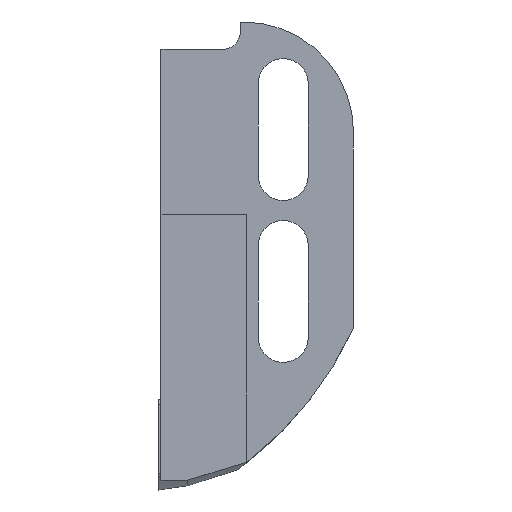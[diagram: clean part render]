
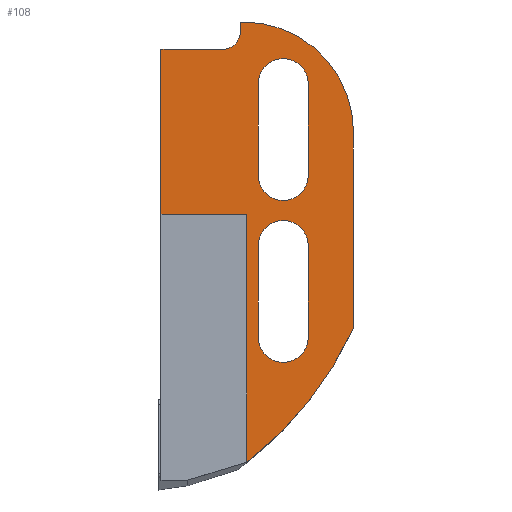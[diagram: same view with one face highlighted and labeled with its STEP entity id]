
A CAD part, left-side view. The second image highlights one B-rep face of the part: STEP entity #108.
In plain terms, the highlighted planar face has unit normal (-1, 0, 0).
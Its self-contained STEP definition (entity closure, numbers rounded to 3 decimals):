
#78=FACE_BOUND('',#218,.T.);
#79=FACE_BOUND('',#219,.T.);
#80=FACE_BOUND('',#220,.T.);
#88=CIRCLE('',#895,60.);
#89=CIRCLE('',#896,18.);
#90=CIRCLE('',#897,3.);
#91=CIRCLE('',#898,4.1);
#92=CIRCLE('',#899,4.1);
#93=CIRCLE('',#900,4.1);
#94=CIRCLE('',#901,4.1);
#108=ADVANCED_FACE('',(#78,#79,#80),#151,.T.);
#151=PLANE('',#902);
#218=EDGE_LOOP('',(#275,#276,#277,#278,#279,#280,#281,#282,#283,#284,#285));
#219=EDGE_LOOP('',(#286,#287,#288,#289));
#220=EDGE_LOOP('',(#290,#291,#292,#293));
#275=ORIENTED_EDGE('',*,*,#592,.T.);
#276=ORIENTED_EDGE('',*,*,#593,.F.);
#277=ORIENTED_EDGE('',*,*,#594,.T.);
#278=ORIENTED_EDGE('',*,*,#595,.F.);
#279=ORIENTED_EDGE('',*,*,#596,.T.);
#280=ORIENTED_EDGE('',*,*,#597,.T.);
#281=ORIENTED_EDGE('',*,*,#598,.F.);
#282=ORIENTED_EDGE('',*,*,#591,.F.);
#283=ORIENTED_EDGE('',*,*,#599,.F.);
#284=ORIENTED_EDGE('',*,*,#600,.T.);
#285=ORIENTED_EDGE('',*,*,#601,.F.);
#286=ORIENTED_EDGE('',*,*,#602,.T.);
#287=ORIENTED_EDGE('',*,*,#603,.T.);
#288=ORIENTED_EDGE('',*,*,#604,.T.);
#289=ORIENTED_EDGE('',*,*,#605,.T.);
#290=ORIENTED_EDGE('',*,*,#606,.T.);
#291=ORIENTED_EDGE('',*,*,#607,.T.);
#292=ORIENTED_EDGE('',*,*,#608,.T.);
#293=ORIENTED_EDGE('',*,*,#609,.T.);
#502=VERTEX_POINT('',#1223);
#510=VERTEX_POINT('',#1239);
#511=VERTEX_POINT('',#1243);
#512=VERTEX_POINT('',#1244);
#513=VERTEX_POINT('',#1246);
#514=VERTEX_POINT('',#1248);
#515=VERTEX_POINT('',#1250);
#516=VERTEX_POINT('',#1252);
#517=VERTEX_POINT('',#1254);
#518=VERTEX_POINT('',#1257);
#519=VERTEX_POINT('',#1259);
#520=VERTEX_POINT('',#1262);
#521=VERTEX_POINT('',#1263);
#522=VERTEX_POINT('',#1265);
#523=VERTEX_POINT('',#1267);
#524=VERTEX_POINT('',#1270);
#525=VERTEX_POINT('',#1271);
#526=VERTEX_POINT('',#1273);
#527=VERTEX_POINT('',#1275);
#591=EDGE_CURVE('',#510,#502,#709,.T.);
#592=EDGE_CURVE('',#511,#512,#88,.T.);
#593=EDGE_CURVE('',#513,#512,#710,.T.);
#594=EDGE_CURVE('',#513,#514,#89,.T.);
#595=EDGE_CURVE('',#515,#514,#711,.T.);
#596=EDGE_CURVE('',#515,#516,#712,.T.);
#597=EDGE_CURVE('',#516,#517,#90,.T.);
#598=EDGE_CURVE('',#502,#517,#713,.T.);
#599=EDGE_CURVE('',#518,#510,#714,.T.);
#600=EDGE_CURVE('',#518,#519,#715,.T.);
#601=EDGE_CURVE('',#511,#519,#716,.T.);
#602=EDGE_CURVE('',#520,#521,#91,.T.);
#603=EDGE_CURVE('',#521,#522,#717,.T.);
#604=EDGE_CURVE('',#522,#523,#92,.T.);
#605=EDGE_CURVE('',#523,#520,#718,.T.);
#606=EDGE_CURVE('',#524,#525,#719,.T.);
#607=EDGE_CURVE('',#525,#526,#93,.T.);
#608=EDGE_CURVE('',#526,#527,#720,.T.);
#609=EDGE_CURVE('',#527,#524,#94,.T.);
#709=LINE('',#1240,#793);
#710=LINE('',#1245,#794);
#711=LINE('',#1249,#795);
#712=LINE('',#1251,#796);
#713=LINE('',#1255,#797);
#714=LINE('',#1256,#798);
#715=LINE('',#1258,#799);
#716=LINE('',#1260,#800);
#717=LINE('',#1264,#801);
#718=LINE('',#1268,#802);
#719=LINE('',#1269,#803);
#720=LINE('',#1274,#804);
#793=VECTOR('',#988,1.);
#794=VECTOR('',#993,1.);
#795=VECTOR('',#996,1.);
#796=VECTOR('',#997,1.);
#797=VECTOR('',#1000,1.);
#798=VECTOR('',#1001,1.);
#799=VECTOR('',#1002,1.);
#800=VECTOR('',#1003,1.);
#801=VECTOR('',#1006,1.);
#802=VECTOR('',#1009,1.);
#803=VECTOR('',#1010,1.);
#804=VECTOR('',#1013,1.);
#895=AXIS2_PLACEMENT_3D('',#1242,#991,#992);
#896=AXIS2_PLACEMENT_3D('',#1247,#994,#995);
#897=AXIS2_PLACEMENT_3D('',#1253,#998,#999);
#898=AXIS2_PLACEMENT_3D('',#1261,#1004,#1005);
#899=AXIS2_PLACEMENT_3D('',#1266,#1007,#1008);
#900=AXIS2_PLACEMENT_3D('',#1272,#1011,#1012);
#901=AXIS2_PLACEMENT_3D('',#1276,#1014,#1015);
#902=AXIS2_PLACEMENT_3D('',#1277,#1016,#1017);
#988=DIRECTION('',(0.,0.,1.));
#991=DIRECTION('',(-1.,0.,0.));
#992=DIRECTION('',(0.,-0.624,-0.782));
#993=DIRECTION('',(0.,0.,-1.));
#994=DIRECTION('',(-1.,0.,0.));
#995=DIRECTION('',(0.,-1.,0.));
#996=DIRECTION('',(0.,-1.,0.));
#997=DIRECTION('',(0.,0.,-1.));
#998=DIRECTION('',(1.,0.,0.));
#999=DIRECTION('',(0.,-1.,0.));
#1000=DIRECTION('',(0.,-1.,0.));
#1001=DIRECTION('',(0.,1.,0.));
#1002=DIRECTION('',(0.,0.,-1.));
#1003=DIRECTION('',(0.,0.956,-0.292));
#1004=DIRECTION('',(1.,0.,0.));
#1005=DIRECTION('',(0.,0.,1.));
#1006=DIRECTION('',(0.,0.,-1.));
#1007=DIRECTION('',(1.,0.,0.));
#1008=DIRECTION('',(0.,0.,1.));
#1009=DIRECTION('',(0.,0.,1.));
#1010=DIRECTION('',(0.,0.,-1.));
#1011=DIRECTION('',(1.,0.,0.));
#1012=DIRECTION('',(0.,0.,1.));
#1013=DIRECTION('',(0.,0.,1.));
#1014=DIRECTION('',(1.,0.,0.));
#1015=DIRECTION('',(0.,0.,1.));
#1016=DIRECTION('',(-1.,0.,0.));
#1017=DIRECTION('',(0.,0.,-1.));
#1223=CARTESIAN_POINT('',(0.,7.,27.));
#1239=CARTESIAN_POINT('',(0.,7.,0.));
#1240=CARTESIAN_POINT('',(0.,7.,0.5));
#1242=CARTESIAN_POINT('',(0.,29.911,6.653));
#1243=CARTESIAN_POINT('',(0.,-7.204,-40.491));
#1244=CARTESIAN_POINT('',(0.,-24.5,-18.634));
#1245=CARTESIAN_POINT('',(0.,-24.5,13.5));
#1246=CARTESIAN_POINT('',(0.,-24.5,13.5));
#1247=CARTESIAN_POINT('',(0.,-6.5,13.5));
#1248=CARTESIAN_POINT('',(0.,-6.5,31.5));
#1249=CARTESIAN_POINT('',(0.,-6.,31.5));
#1250=CARTESIAN_POINT('',(0.,-6.,31.5));
#1251=CARTESIAN_POINT('',(0.,-6.,31.5));
#1252=CARTESIAN_POINT('',(0.,-6.,30.));
#1253=CARTESIAN_POINT('',(0.,-3.,30.));
#1254=CARTESIAN_POINT('',(0.,-3.,27.));
#1255=CARTESIAN_POINT('',(0.,7.,27.));
#1256=CARTESIAN_POINT('',(0.,7.,0.));
#1257=CARTESIAN_POINT('',(0.,-7.,0.));
#1258=CARTESIAN_POINT('',(0.,-7.,0.));
#1259=CARTESIAN_POINT('',(0.,-7.,-40.553));
#1260=CARTESIAN_POINT('',(0.,2.64,-43.5));
#1261=CARTESIAN_POINT('',(0.,-13.,21.4));
#1262=CARTESIAN_POINT('',(0.,-8.9,21.4));
#1263=CARTESIAN_POINT('',(0.,-17.1,21.4));
#1264=CARTESIAN_POINT('',(0.,-17.1,21.4));
#1265=CARTESIAN_POINT('',(0.,-17.1,6.4));
#1266=CARTESIAN_POINT('',(0.,-13.,6.4));
#1267=CARTESIAN_POINT('',(0.,-8.9,6.4));
#1268=CARTESIAN_POINT('',(0.,-8.9,6.4));
#1269=CARTESIAN_POINT('',(0.,-17.1,0.));
#1270=CARTESIAN_POINT('',(0.,-17.1,-5.1));
#1271=CARTESIAN_POINT('',(0.,-17.1,-20.1));
#1272=CARTESIAN_POINT('',(0.,-13.,-20.1));
#1273=CARTESIAN_POINT('',(0.,-8.9,-20.1));
#1274=CARTESIAN_POINT('',(0.,-8.9,0.));
#1275=CARTESIAN_POINT('',(0.,-8.9,-5.1));
#1276=CARTESIAN_POINT('',(0.,-13.,-5.1));
#1277=CARTESIAN_POINT('',(0.,7.,0.));
